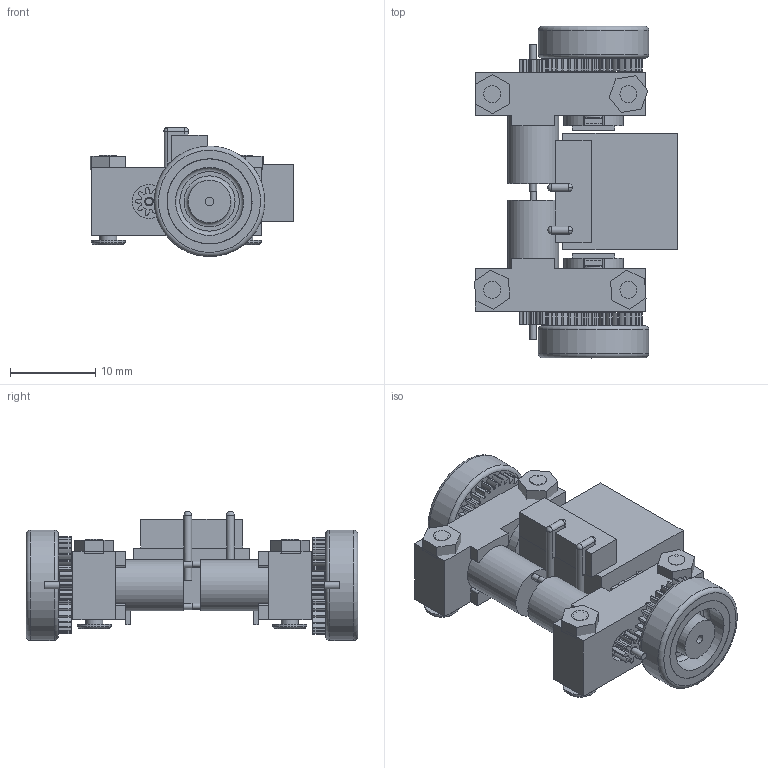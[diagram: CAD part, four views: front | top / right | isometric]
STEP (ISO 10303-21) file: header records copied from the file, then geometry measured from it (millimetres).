
FILE_DESCRIPTION(/* description */ (''),/* implementation_level */ '2;1');
FILE_NAME(/* name */ 'Zironia_meka_20240505.stp',/* time_stamp */ '2024-05-05T17:46:57+09:00',/* author */ ('nakagawa'),/* organization */ (''),/* preprocessor_version */ 'ST-DEVELOPER v19',/* originating_system */ 'Autodesk Inventor 2023',/* authorisation */ '');
FILE_SCHEMA (('AUTOMOTIVE_DESIGN { 1 0 10303 214 3 1 1 }'));
Length unit declared in the file: millimetre
Products named in the file (20): Zironia_meka_20240505; CorelessMotor_MK06-4.5; Tire_RT-MM_TIRE20; PinionGear_RT-PN; スリムヘッド小ねじ(ステンレス)
_41746731; M2六角ナット(ポリカーボネート)
_EA945AP-201; Li-Po100mAh_FB19_改造; GearM0.3Z38T1.5d3; 平行ピン硬質(ステンレス)
3x8_42205283; 3×4mmセットアップ・ステンレスシム0.
2mm厚_EG-SH3; ネオジム磁石(N40)円柱型Φ3x2(mm)径方向_
MAG17163612992482; WheelΦ3_20240130; ミニチュア玉軸受両側鋼板シールド形内径3
外径6幅2.5_MR63ZZ; MotorMountΦ3_20240414; MA730_board; C_0603_1608Metric; SOLID; QFN-16-1EP_3x3mm_P0.5mm_EP1.8x1.8mm; SOLID_1; MA730_board_1
Assembly tree (38 placements, depth 4):
  Zironia_meka_20240505
    CorelessMotor_MK06-4.5  x2
    Tire_RT-MM_TIRE20  x2
    PinionGear_RT-PN  x2
    スリムヘッド小ねじ(ステンレス)
_41746731  x4
    M2六角ナット(ポリカーボネート)
_EA945AP-201  x4
    Li-Po100mAh_FB19_改造
    ミニチュア玉軸受両側鋼板シールド形内径3
外径6幅2.5_MR63ZZ  x4
    GearM0.3Z38T1.5d3  x2
    平行ピン硬質(ステンレス)
3x8_42205283  x2
    3×4mmセットアップ・ステンレスシム0.
2mm厚_EG-SH3  x2
    ネオジム磁石(N40)円柱型Φ3x2(mm)径方向_
MAG17163612992482  x2
    WheelΦ3_20240130  x2
    MotorMountΦ3_20240414  x2
    MA730_board  x2
      C_0603_1608Metric
        SOLID
      QFN-16-1EP_3x3mm_P0.5mm_EP1.8x1.8mm
        SOLID_1
      MA730_board_1
Bounding box: 23.89 x 39 x 15.17 mm (x, y, z)
Volume: 4830 mm3; surface area: 7106 mm2
Topology: 37 solids, 37 shells, 1310 faces, 3532 edges, 2336 vertices
Faces by surface type: plane 684, cylinder 382, bspline 196, torus 34, cone 8, sphere 6
Full cylindrical faces by diameter (mm): 0.5 x2, 0.7 x4, 0.8 x4, 0.9 x2, 1 x2, 1.567 x4, 2 x10, 3 x14, 4 x8, 4.15 x8, 5 x2, 5.4 x8, 6 x8, 6.1 x2, 8 x2, 10 x4, 13 x2
Entity records: 25887 total; most frequent: CARTESIAN_POINT 9032, ORIENTED_EDGE 3416, DIRECTION 3106, EDGE_CURVE 1708, VERTEX_POINT 1129, LINE 1076, VECTOR 1076, AXIS2_PLACEMENT_3D 1015
